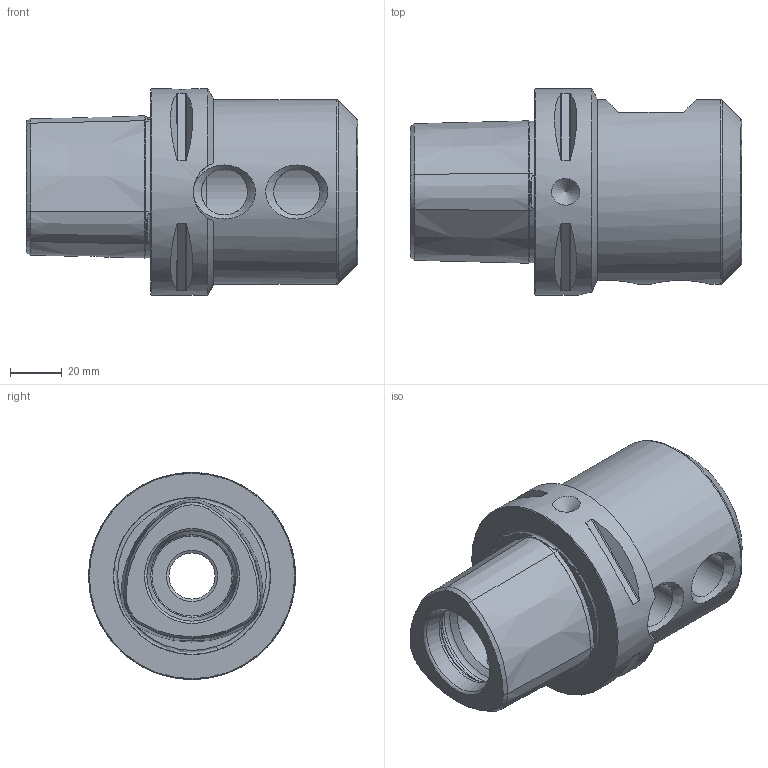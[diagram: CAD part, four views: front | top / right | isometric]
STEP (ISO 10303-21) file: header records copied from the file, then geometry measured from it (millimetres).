
FILE_DESCRIPTION( ( 'Unknown' ), '1' );
FILE_NAME( '280833250-C.stp', 'Unknown', ( 'Unknown' ), ( 'Unknown' ), 'PSStep 15.0.49', 'Unknown', ' ' );
FILE_SCHEMA( ( 'AUTOMOTIVE_DESIGN { 1 0 10303 214 1 1 1 1 }' ) );
Length unit declared in the file: millimetre
Products named in the file (1): 1
Bounding box: 128 x 80 x 80 mm (x, y, z)
Volume: 339642.8 mm3; surface area: 47918.7 mm2
Topology: 1 solids, 1 shells, 106 faces, 270 edges, 166 vertices
Faces by surface type: cone 52, cylinder 23, plane 23, torus 8
Full cylindrical faces by diameter (mm): 4 x1, 9.1 x2, 17.835 x4, 32 x3, 32.5 x1, 38 x1, 71.5 x1, 80 x1
Entity records: 4594 total; most frequent: CARTESIAN_POINT 1513, DIRECTION 464, ORIENTED_EDGE 410, EDGE_CURVE 205, AXIS2_PLACEMENT_3D 202, EDGE_LOOP 153, VERTEX_POINT 143, FACE_OUTER_BOUND 128
